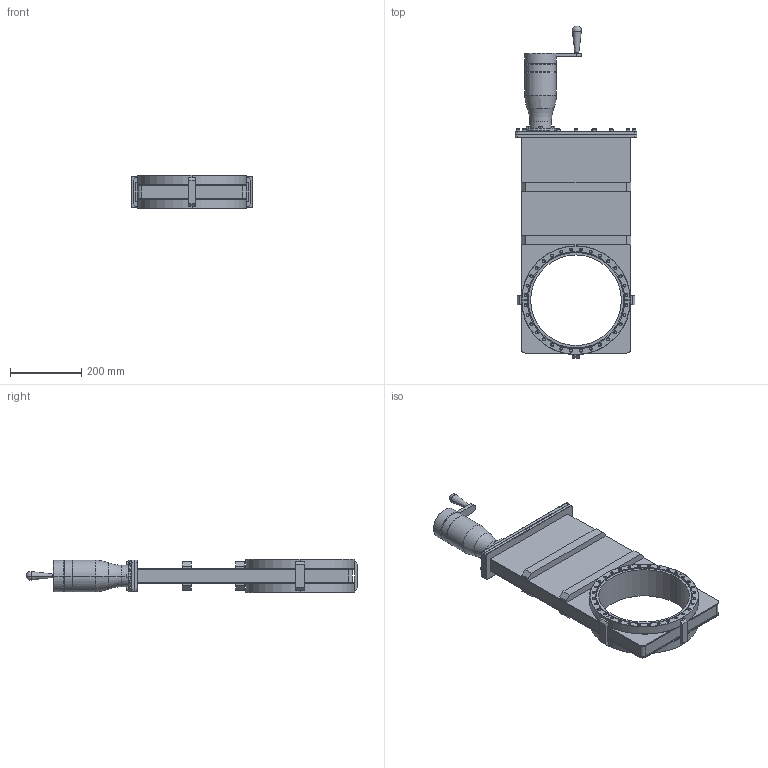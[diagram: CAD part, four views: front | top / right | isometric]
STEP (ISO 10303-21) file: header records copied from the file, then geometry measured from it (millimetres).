
FILE_DESCRIPTION((''),'2;1');
FILE_NAME('11110-1000','2011-02-07T',('jd'),(''),'PRO/ENGINEER BY PARAMETRIC TECHNOLOGY CORPORATION, 2010280','PRO/ENGINEER BY PARAMETRIC TECHNOLOGY CORPORATION, 2010280','');
FILE_SCHEMA(('CONFIG_CONTROL_DESIGN'));
Length unit declared in the file: inch
Products named in the file (1): 11110-1000
Bounding box: 341.4 x 930.68 x 92.81 mm (x, y, z)
Volume: 9009916.4 mm3; surface area: 750584.3 mm2
Topology: 4 solids, 68 shells, 983 faces, 2271 edges, 1469 vertices
Faces by surface type: plane 411, cylinder 341, cone 213, torus 14, bspline 2, sphere 2
Entity records: 28821 total; most frequent: CARTESIAN_POINT 5992, DIRECTION 5028, ORIENTED_EDGE 4282, EDGE_CURVE 2269, AXIS2_PLACEMENT_3D 1923, VERTEX_POINT 1469, VECTOR 1182, LINE 1182
